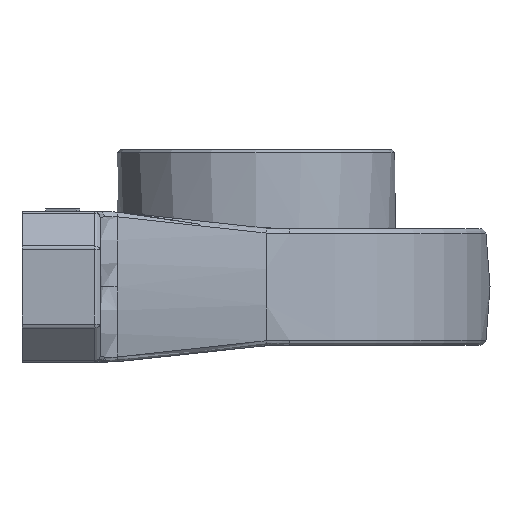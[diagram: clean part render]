
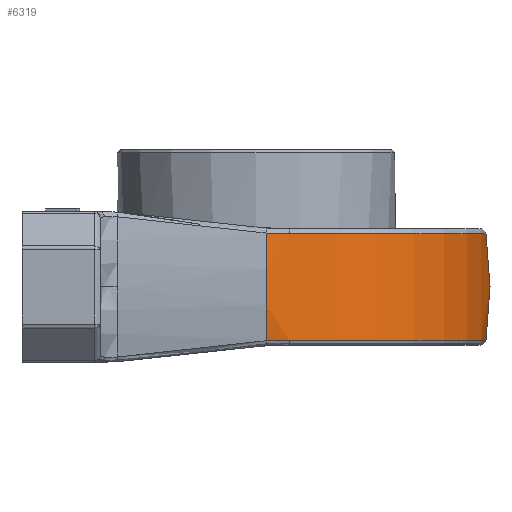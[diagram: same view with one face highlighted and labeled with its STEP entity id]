
A CAD part, left-side view. The second image highlights one B-rep face of the part: STEP entity #6319.
In plain terms, the highlighted free-form (B-spline) face has degree [2, 2] with [3, 5] control points.
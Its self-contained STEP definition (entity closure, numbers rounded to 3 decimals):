
#1271=(
BOUNDED_SURFACE()
B_SPLINE_SURFACE(2,2,((#10860,#10861,#10862,#10863,#10864),(#10865,#10866,
#10867,#10868,#10869),(#10870,#10871,#10872,#10873,#10874)),
 .UNSPECIFIED.,.F.,.F.,.F.)
B_SPLINE_SURFACE_WITH_KNOTS((3,3),(3,2,3),(-0.153,0.153),
(-3.098,-1.571,-0.044),.UNSPECIFIED.)
GEOMETRIC_REPRESENTATION_ITEM()
RATIONAL_B_SPLINE_SURFACE(((1.,0.722,1.,0.722,1.),
(0.988,0.714,0.988,0.714,
0.988),(1.,0.722,1.,0.722,1.)))
REPRESENTATION_ITEM($)
SURFACE()
);
#1346=B_SPLINE_CURVE_WITH_KNOTS($,3,(#10876,#10877,#10878,#10879,#10880,
#10881,#10882,#10883,#10884,#10885),.UNSPECIFIED.,.F.,.F.,(4,3,3,4),(0.,
0.333,0.667,1.),.UNSPECIFIED.);
#1347=B_SPLINE_CURVE_WITH_KNOTS($,3,(#10889,#10890,#10891,#10892,#10893,
#10894,#10895,#10896,#10897,#10898),.UNSPECIFIED.,.F.,.F.,(4,3,3,4),(0.,
0.333,0.667,1.),.UNSPECIFIED.);
#1348=B_SPLINE_CURVE_WITH_KNOTS($,3,(#10901,#10902,#10903,#10904,#10905,
#10906,#10907,#10908,#10909,#10910),.UNSPECIFIED.,.F.,.F.,(4,3,3,4),(0.,
0.333,0.667,1.),.UNSPECIFIED.);
#1349=B_SPLINE_CURVE_WITH_KNOTS($,3,(#10911,#10912,#10913,#10914,#10915,
#10916,#10917,#10918,#10919,#10920),.UNSPECIFIED.,.F.,.F.,(4,3,3,4),(0.,
0.333,0.667,1.),.UNSPECIFIED.);
#1535=FACE_OUTER_BOUND($,#2005,.T.);
#2005=EDGE_LOOP($,(#4417,#4418,#4419,#4420,#4421,#4422,#4423,#4424));
#2350=CIRCLE($,#6723,60.);
#2372=CIRCLE($,#6760,39.063);
#2375=CIRCLE($,#6763,39.063);
#2376=CIRCLE($,#6764,60.);
#2738=VERTEX_POINT($,#9708);
#2739=VERTEX_POINT($,#9752);
#2772=VERTEX_POINT($,#10855);
#2773=VERTEX_POINT($,#10856);
#2774=VERTEX_POINT($,#10875);
#2775=VERTEX_POINT($,#10886);
#2776=VERTEX_POINT($,#10888);
#2777=VERTEX_POINT($,#10899);
#3338=EDGE_CURVE($,#2738,#2739,#2350,.T.);
#3398=EDGE_CURVE($,#2772,#2773,#2372,.T.);
#3401=EDGE_CURVE($,#2738,#2774,#1346,.T.);
#3402=EDGE_CURVE($,#2774,#2775,#2375,.T.);
#3403=EDGE_CURVE($,#2775,#2776,#1347,.T.);
#3404=EDGE_CURVE($,#2776,#2777,#2376,.T.);
#3405=EDGE_CURVE($,#2773,#2777,#1348,.T.);
#3406=EDGE_CURVE($,#2739,#2772,#1349,.T.);
#4417=ORIENTED_EDGE($,*,*,#3338,.F.);
#4418=ORIENTED_EDGE($,*,*,#3401,.T.);
#4419=ORIENTED_EDGE($,*,*,#3402,.T.);
#4420=ORIENTED_EDGE($,*,*,#3403,.T.);
#4421=ORIENTED_EDGE($,*,*,#3404,.T.);
#4422=ORIENTED_EDGE($,*,*,#3405,.F.);
#4423=ORIENTED_EDGE($,*,*,#3398,.F.);
#4424=ORIENTED_EDGE($,*,*,#3406,.F.);
#6319=ADVANCED_FACE($,(#1535),#1271,.F.);
#6723=AXIS2_PLACEMENT_3D($,#9753,#7559,#7560);
#6760=AXIS2_PLACEMENT_3D($,#10857,#7641,#7642);
#6763=AXIS2_PLACEMENT_3D($,#10887,#7647,#7648);
#6764=AXIS2_PLACEMENT_3D($,#10900,#7649,#7650);
#7559=DIRECTION('center_axis',(-0.044,0.999,0.));
#7560=DIRECTION('ref_axis',(-0.987,-0.043,-0.152));
#7641=DIRECTION('center_axis',(0.,0.,1.));
#7642=DIRECTION('ref_axis',(-0.989,-0.146,0.));
#7647=DIRECTION('center_axis',(0.,0.,1.));
#7648=DIRECTION('ref_axis',(-0.989,-0.146,0.));
#7649=DIRECTION('center_axis',(-0.044,-0.999,0.));
#7650=DIRECTION('ref_axis',(0.987,-0.043,-0.152));
#9708=CARTESIAN_POINT('',(-39.011,-1.703,-9.548));
#9752=CARTESIAN_POINT('',(-39.011,-1.703,8.748));
#9753=CARTESIAN_POINT('Origin',(20.231,0.883,-0.4));
#10855=CARTESIAN_POINT('',(-38.646,-5.694,8.651));
#10856=CARTESIAN_POINT('',(38.646,-5.694,8.651));
#10857=CARTESIAN_POINT('Origin',(0.,0.,8.651));
#10860=CARTESIAN_POINT('Ctrl Pts',(39.011,-1.703,8.748));
#10861=CARTESIAN_POINT('Ctrl Pts',(37.381,-39.048,8.748));
#10862=CARTESIAN_POINT('Ctrl Pts',(0.,-39.048,
8.748));
#10863=CARTESIAN_POINT('Ctrl Pts',(-37.381,-39.048,
8.748));
#10864=CARTESIAN_POINT('Ctrl Pts',(-39.011,-1.703,
8.748));
#10865=CARTESIAN_POINT('Ctrl Pts',(40.421,-1.765,-0.4));
#10866=CARTESIAN_POINT('Ctrl Pts',(38.732,-40.46,-0.4));
#10867=CARTESIAN_POINT('Ctrl Pts',(0.,-40.46,
-0.4));
#10868=CARTESIAN_POINT('Ctrl Pts',(-38.732,-40.46,
-0.4));
#10869=CARTESIAN_POINT('Ctrl Pts',(-40.421,-1.765,
-0.4));
#10870=CARTESIAN_POINT('Ctrl Pts',(39.011,-1.703,-9.548));
#10871=CARTESIAN_POINT('Ctrl Pts',(37.381,-39.048,-9.548));
#10872=CARTESIAN_POINT('Ctrl Pts',(0.,-39.048,
-9.548));
#10873=CARTESIAN_POINT('Ctrl Pts',(-37.381,-39.048,-9.548));
#10874=CARTESIAN_POINT('Ctrl Pts',(-39.011,-1.703,
-9.548));
#10875=CARTESIAN_POINT('',(-38.646,-5.694,-9.451));
#10876=CARTESIAN_POINT('Ctrl Pts',(-39.011,-1.703,
-9.548));
#10877=CARTESIAN_POINT('Ctrl Pts',(-38.995,-2.155,
-9.527));
#10878=CARTESIAN_POINT('Ctrl Pts',(-38.97,-2.605,
-9.509));
#10879=CARTESIAN_POINT('Ctrl Pts',(-38.937,-3.051,
-9.495));
#10880=CARTESIAN_POINT('Ctrl Pts',(-38.905,-3.498,
-9.48));
#10881=CARTESIAN_POINT('Ctrl Pts',(-38.864,-3.942,
-9.469));
#10882=CARTESIAN_POINT('Ctrl Pts',(-38.815,-4.382,-9.462));
#10883=CARTESIAN_POINT('Ctrl Pts',(-38.767,-4.823,
-9.455));
#10884=CARTESIAN_POINT('Ctrl Pts',(-38.71,-5.26,-9.451));
#10885=CARTESIAN_POINT('Ctrl Pts',(-38.646,-5.694,-9.451));
#10886=CARTESIAN_POINT('',(38.646,-5.694,-9.451));
#10887=CARTESIAN_POINT('Origin',(0.,0.,-9.451));
#10888=CARTESIAN_POINT('',(39.011,-1.703,-9.548));
#10889=CARTESIAN_POINT('Ctrl Pts',(38.646,-5.694,-9.451));
#10890=CARTESIAN_POINT('Ctrl Pts',(38.71,-5.26,-9.451));
#10891=CARTESIAN_POINT('Ctrl Pts',(38.767,-4.823,-9.455));
#10892=CARTESIAN_POINT('Ctrl Pts',(38.815,-4.382,-9.462));
#10893=CARTESIAN_POINT('Ctrl Pts',(38.864,-3.942,-9.469));
#10894=CARTESIAN_POINT('Ctrl Pts',(38.905,-3.498,-9.48));
#10895=CARTESIAN_POINT('Ctrl Pts',(38.937,-3.051,-9.495));
#10896=CARTESIAN_POINT('Ctrl Pts',(38.97,-2.605,-9.509));
#10897=CARTESIAN_POINT('Ctrl Pts',(38.995,-2.155,-9.527));
#10898=CARTESIAN_POINT('Ctrl Pts',(39.011,-1.703,-9.548));
#10899=CARTESIAN_POINT('',(39.011,-1.703,8.748));
#10900=CARTESIAN_POINT('Origin',(-20.231,0.883,-0.4));
#10901=CARTESIAN_POINT('Ctrl Pts',(38.646,-5.694,8.651));
#10902=CARTESIAN_POINT('Ctrl Pts',(38.71,-5.26,8.651));
#10903=CARTESIAN_POINT('Ctrl Pts',(38.767,-4.823,8.655));
#10904=CARTESIAN_POINT('Ctrl Pts',(38.815,-4.382,8.662));
#10905=CARTESIAN_POINT('Ctrl Pts',(38.864,-3.942,8.669));
#10906=CARTESIAN_POINT('Ctrl Pts',(38.905,-3.498,8.68));
#10907=CARTESIAN_POINT('Ctrl Pts',(38.937,-3.051,8.695));
#10908=CARTESIAN_POINT('Ctrl Pts',(38.97,-2.605,8.709));
#10909=CARTESIAN_POINT('Ctrl Pts',(38.995,-2.155,8.727));
#10910=CARTESIAN_POINT('Ctrl Pts',(39.011,-1.703,8.748));
#10911=CARTESIAN_POINT('Ctrl Pts',(-39.011,-1.703,
8.748));
#10912=CARTESIAN_POINT('Ctrl Pts',(-38.995,-2.155,8.727));
#10913=CARTESIAN_POINT('Ctrl Pts',(-38.97,-2.605,
8.709));
#10914=CARTESIAN_POINT('Ctrl Pts',(-38.937,-3.051,
8.695));
#10915=CARTESIAN_POINT('Ctrl Pts',(-38.905,-3.498,
8.68));
#10916=CARTESIAN_POINT('Ctrl Pts',(-38.864,-3.942,8.669));
#10917=CARTESIAN_POINT('Ctrl Pts',(-38.815,-4.382,
8.662));
#10918=CARTESIAN_POINT('Ctrl Pts',(-38.767,-4.823,
8.655));
#10919=CARTESIAN_POINT('Ctrl Pts',(-38.71,-5.26,
8.651));
#10920=CARTESIAN_POINT('Ctrl Pts',(-38.646,-5.694,
8.651));
